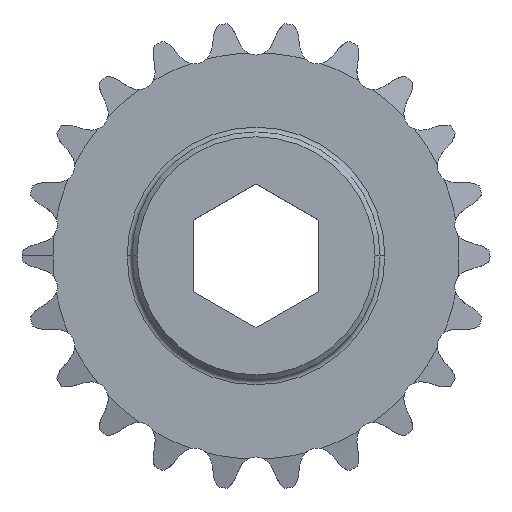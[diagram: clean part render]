
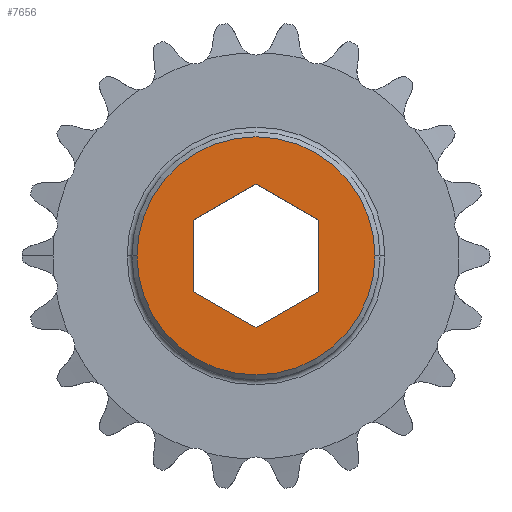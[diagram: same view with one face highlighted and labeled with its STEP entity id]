
A CAD part, top view. The second image highlights one B-rep face of the part: STEP entity #7656.
In plain terms, the highlighted planar face has unit normal (0, 0, 1).
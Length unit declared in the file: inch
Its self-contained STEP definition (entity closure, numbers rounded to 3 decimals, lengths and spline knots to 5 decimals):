
#83 = VERTEX_POINT ( 'NONE', #6851 ) ;
#151 = ORIENTED_EDGE ( 'NONE', *, *, #4555, .F. ) ;
#305 = VERTEX_POINT ( 'NONE', #5340 ) ;
#559 = DIRECTION ( 'NONE',  ( -0.866, 0.5, 0. ) ) ;
#885 = AXIS2_PLACEMENT_3D ( 'NONE', #3956, #6940, #2523 ) ;
#903 = CARTESIAN_POINT ( 'NONE',  ( 0., 0., 0.36125 ) ) ;
#1165 = CARTESIAN_POINT ( 'NONE',  ( 0.2505, 0.14463, 0.36125 ) ) ;
#1217 = CARTESIAN_POINT ( 'NONE',  ( 0., -0.28925, 0.36125 ) ) ;
#1251 = CARTESIAN_POINT ( 'NONE',  ( 0., 0.28925, 0.36125 ) ) ;
#1609 = DIRECTION ( 'NONE',  ( 1., 0., 0. ) ) ;
#1689 = AXIS2_PLACEMENT_3D ( 'NONE', #903, #5964, #1609 ) ;
#1691 = CARTESIAN_POINT ( 'NONE',  ( 0., -0.28925, 0.36125 ) ) ;
#1821 = PLANE ( 'NONE',  #885 ) ;
#1898 = CARTESIAN_POINT ( 'NONE',  ( 0., 0.28925, 0.36125 ) ) ;
#1899 = CARTESIAN_POINT ( 'NONE',  ( 0., 0., 0.36125 ) ) ;
#2091 = AXIS2_PLACEMENT_3D ( 'NONE', #1899, #7016, #2595 ) ;
#2370 = ORIENTED_EDGE ( 'NONE', *, *, #5042, .T. ) ;
#2523 = DIRECTION ( 'NONE',  ( 1., 0., 0. ) ) ;
#2595 = DIRECTION ( 'NONE',  ( 1., 0., 0. ) ) ;
#2632 = FACE_BOUND ( 'NONE', #8627, .T. ) ;
#2653 = VERTEX_POINT ( 'NONE', #6120 ) ;
#2655 = DIRECTION ( 'NONE',  ( -0.866, -0.5, 0. ) ) ;
#2688 = FACE_OUTER_BOUND ( 'NONE', #4595, .T. ) ;
#3209 = ORIENTED_EDGE ( 'NONE', *, *, #4568, .F. ) ;
#3357 = VERTEX_POINT ( 'NONE', #4300 ) ;
#3582 = VERTEX_POINT ( 'NONE', #3933 ) ;
#3846 = VERTEX_POINT ( 'NONE', #1898 ) ;
#3865 = VERTEX_POINT ( 'NONE', #1691 ) ;
#3933 = CARTESIAN_POINT ( 'NONE',  ( -0.48031, 0., 0.36125 ) ) ;
#3956 = CARTESIAN_POINT ( 'NONE',  ( 0., 0., 0.36125 ) ) ;
#4069 = DIRECTION ( 'NONE',  ( 0.866, 0.5, 0. ) ) ;
#4119 = VERTEX_POINT ( 'NONE', #9039 ) ;
#4300 = CARTESIAN_POINT ( 'NONE',  ( 0.2505, 0.14463, 0.36125 ) ) ;
#4502 = ORIENTED_EDGE ( 'NONE', *, *, #4558, .F. ) ;
#4531 = EDGE_CURVE ( 'NONE', #3582, #4119, #5796, .T. ) ;
#4539 = EDGE_CURVE ( 'NONE', #3357, #3846, #5700, .T. ) ;
#4541 = EDGE_CURVE ( 'NONE', #83, #3357, #5694, .T. ) ;
#4555 = EDGE_CURVE ( 'NONE', #3865, #83, #5710, .T. ) ;
#4558 = EDGE_CURVE ( 'NONE', #305, #3865, #5678, .T. ) ;
#4568 = EDGE_CURVE ( 'NONE', #2653, #305, #5602, .T. ) ;
#4572 = EDGE_CURVE ( 'NONE', #3846, #2653, #5667, .T. ) ;
#4595 = EDGE_LOOP ( 'NONE', ( #6231, #2370 ) ) ;
#4674 = ORIENTED_EDGE ( 'NONE', *, *, #4541, .F. ) ;
#4846 = CARTESIAN_POINT ( 'NONE',  ( -0.2505, 0.14463, 0.36125 ) ) ;
#5000 = CIRCLE ( 'NONE', #1689, 0.48031 ) ;
#5042 = EDGE_CURVE ( 'NONE', #4119, #3582, #5000, .T. ) ;
#5340 = CARTESIAN_POINT ( 'NONE',  ( -0.2505, -0.14463, 0.36125 ) ) ;
#5584 = VECTOR ( 'NONE', #7077, 39.37008 ) ;
#5602 = LINE ( 'NONE', #4846, #5584 ) ;
#5634 = VECTOR ( 'NONE', #8421, 39.37008 ) ;
#5641 = VECTOR ( 'NONE', #2655, 39.37008 ) ;
#5652 = VECTOR ( 'NONE', #4069, 39.37008 ) ;
#5667 = LINE ( 'NONE', #1251, #5641 ) ;
#5678 = LINE ( 'NONE', #7734, #5634 ) ;
#5685 = VECTOR ( 'NONE', #559, 39.37008 ) ;
#5694 = LINE ( 'NONE', #8392, #5704 ) ;
#5700 = LINE ( 'NONE', #1165, #5685 ) ;
#5704 = VECTOR ( 'NONE', #6313, 39.37008 ) ;
#5710 = LINE ( 'NONE', #1217, #5652 ) ;
#5796 = CIRCLE ( 'NONE', #2091, 0.48031 ) ;
#5964 = DIRECTION ( 'NONE',  ( 0., 0., 1. ) ) ;
#6120 = CARTESIAN_POINT ( 'NONE',  ( -0.2505, 0.14463, 0.36125 ) ) ;
#6231 = ORIENTED_EDGE ( 'NONE', *, *, #4531, .T. ) ;
#6313 = DIRECTION ( 'NONE',  ( 0., 1., 0. ) ) ;
#6851 = CARTESIAN_POINT ( 'NONE',  ( 0.2505, -0.14463, 0.36125 ) ) ;
#6940 = DIRECTION ( 'NONE',  ( 0., 0., 1. ) ) ;
#7016 = DIRECTION ( 'NONE',  ( 0., 0., 1. ) ) ;
#7077 = DIRECTION ( 'NONE',  ( 0., -1., 0. ) ) ;
#7656 = ADVANCED_FACE ( 'NONE', ( #2688, #2632 ), #1821, .T. ) ;
#7734 = CARTESIAN_POINT ( 'NONE',  ( -0.2505, -0.14463, 0.36125 ) ) ;
#7785 = ORIENTED_EDGE ( 'NONE', *, *, #4539, .F. ) ;
#8392 = CARTESIAN_POINT ( 'NONE',  ( 0.2505, -0.14463, 0.36125 ) ) ;
#8421 = DIRECTION ( 'NONE',  ( 0.866, -0.5, 0. ) ) ;
#8627 = EDGE_LOOP ( 'NONE', ( #7785, #4674, #151, #4502, #3209, #8670 ) ) ;
#8670 = ORIENTED_EDGE ( 'NONE', *, *, #4572, .F. ) ;
#9039 = CARTESIAN_POINT ( 'NONE',  ( 0.48031, 0., 0.36125 ) ) ;
